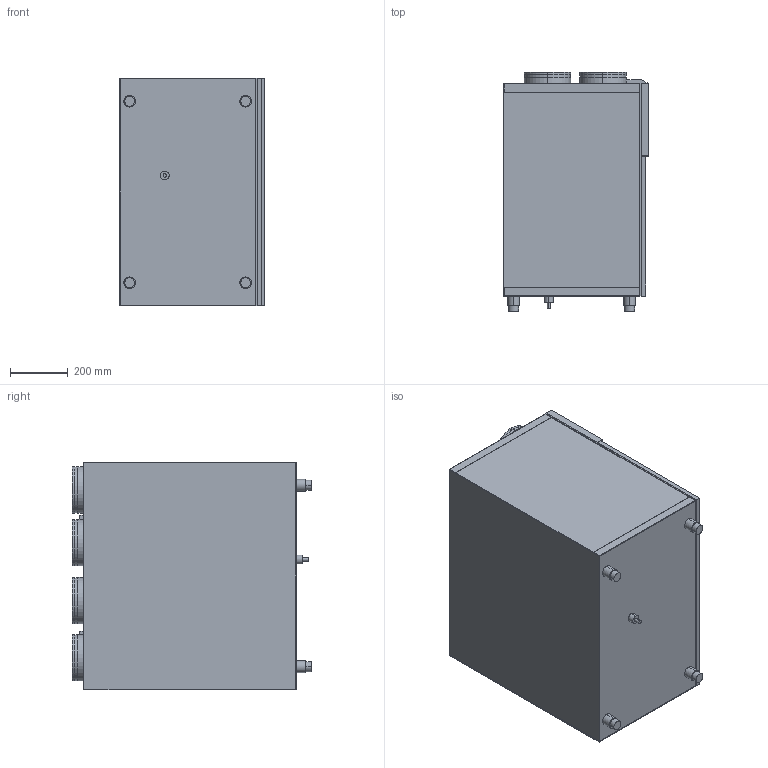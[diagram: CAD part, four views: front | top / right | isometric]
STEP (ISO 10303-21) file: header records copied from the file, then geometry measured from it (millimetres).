
FILE_DESCRIPTION (( 'STEP AP214' ), '1' );
FILE_NAME ('WR-300-400.STEP', '2009-07-22T12:00:51', ( 'Wolfgang Schmidt' ), ( 'WS-KO' ), 'SwSTEP 2.0', 'SolidWorks 2008', '' );
FILE_SCHEMA (( 'AUTOMOTIVE_DESIGN' ));
Length unit declared in the file: millimetre
Products named in the file (1): WR-300-400
Bounding box: 500 x 825 x 786 mm (x, y, z)
Volume: 16568990.8 mm3; surface area: 6461652.2 mm2
Topology: 6 solids, 6 shells, 578 faces, 1506 edges, 992 vertices
Faces by surface type: plane 371, bspline 137, cylinder 70
Entity records: 23272 total; most frequent: CARTESIAN_POINT 9390, ORIENTED_EDGE 3012, DIRECTION 2256, EDGE_CURVE 1506, LINE 1092, VECTOR 1092, VERTEX_POINT 992, EDGE_LOOP 646
